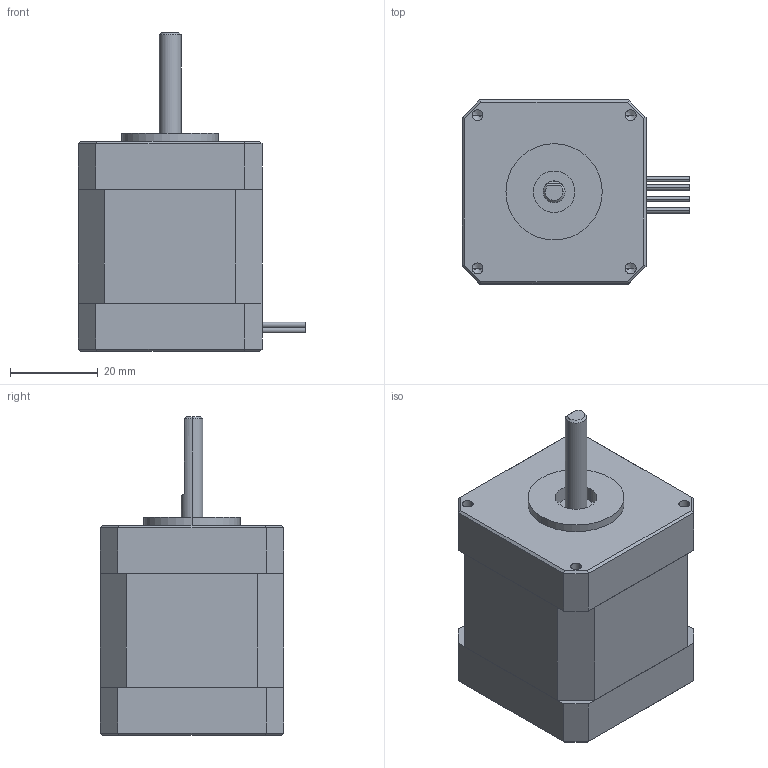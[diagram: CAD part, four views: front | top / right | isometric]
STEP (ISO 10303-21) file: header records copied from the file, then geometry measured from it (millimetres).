
FILE_DESCRIPTION (( 'STEP AP203' ), '1' );
FILE_NAME ('Nema Motor 17.STEP', '2018-02-13T12:19:20', ( '' ), ( '' ), 'SwSTEP 2.0', 'SolidWorks 2013', '' );
FILE_SCHEMA (( 'CONFIG_CONTROL_DESIGN' ));
Length unit declared in the file: millimetre
Products named in the file (1): Nema Motor 17
Bounding box: 52 x 42 x 72.85 mm (x, y, z)
Volume: 82332.1 mm3; surface area: 19481.1 mm2
Topology: 3 solids, 3 shells, 158 faces, 357 edges, 222 vertices
Faces by surface type: plane 99, cylinder 40, cone 19
Entity records: 4385 total; most frequent: DIRECTION 756, CARTESIAN_POINT 742, ORIENTED_EDGE 698, EDGE_CURVE 349, AXIS2_PLACEMENT_3D 252, VECTOR 252, LINE 252, VERTEX_POINT 222
